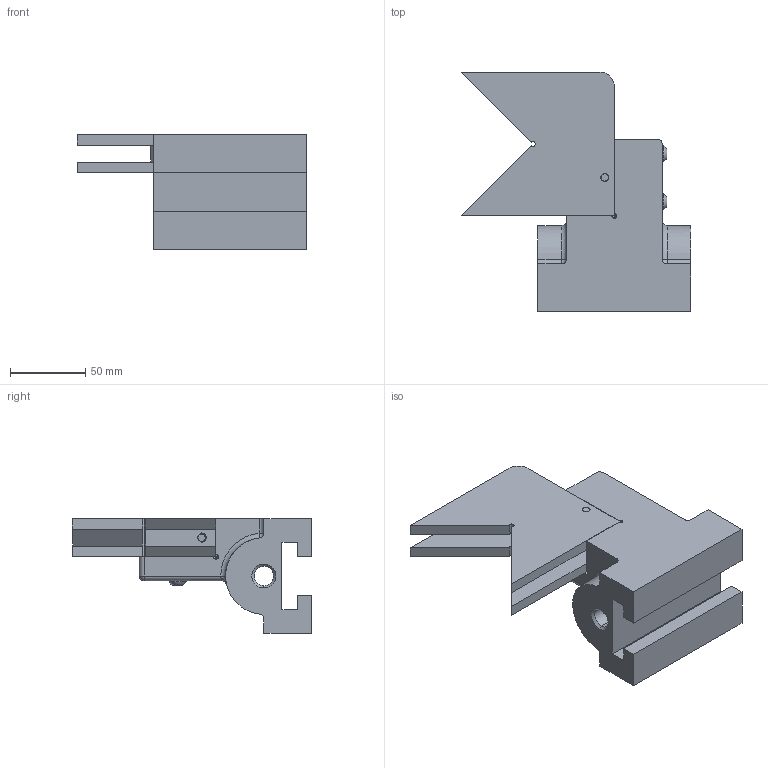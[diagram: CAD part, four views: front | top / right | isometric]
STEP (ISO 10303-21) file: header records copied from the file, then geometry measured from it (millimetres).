
FILE_DESCRIPTION (( 'STEP AP214' ), '1' );
FILE_NAME ('100203.STEP', '2025-08-24T21:02:02', ( '' ), ( '' ), 'SwSTEP 2.0', 'SolidWorks 2025', '' );
FILE_SCHEMA (( 'AUTOMOTIVE_DESIGN' ));
Length unit declared in the file: inch
Products named in the file (5): 100214; socket button head cap screw_ai_SBHCSCREW 0.25-20x1.625-HX-N; 100203; socket button head cap screw_ai_SBHCSCREW 0.25-20x1.875-HX-N; 100206
Assembly tree (5 placements, depth 2):
  100203
    100206
    100214
    socket button head cap screw_ai_SBHCSCREW 0.25-20x1.625-HX-N
    socket button head cap screw_ai_SBHCSCREW 0.25-20x1.875-HX-N  x2
Bounding box: 152.4 x 158.75 x 76.2 mm (x, y, z)
Volume: 540328 mm3; surface area: 93854.4 mm2
Topology: 5 solids, 5 shells, 173 faces, 417 edges, 254 vertices
Faces by surface type: plane 87, cylinder 51, cone 21, sphere 10, bspline 2, torus 2
Entity records: 4787 total; most frequent: CARTESIAN_POINT 1082, DIRECTION 784, ORIENTED_EDGE 706, EDGE_CURVE 353, AXIS2_PLACEMENT_3D 289, VERTEX_POINT 221, VECTOR 206, LINE 206
